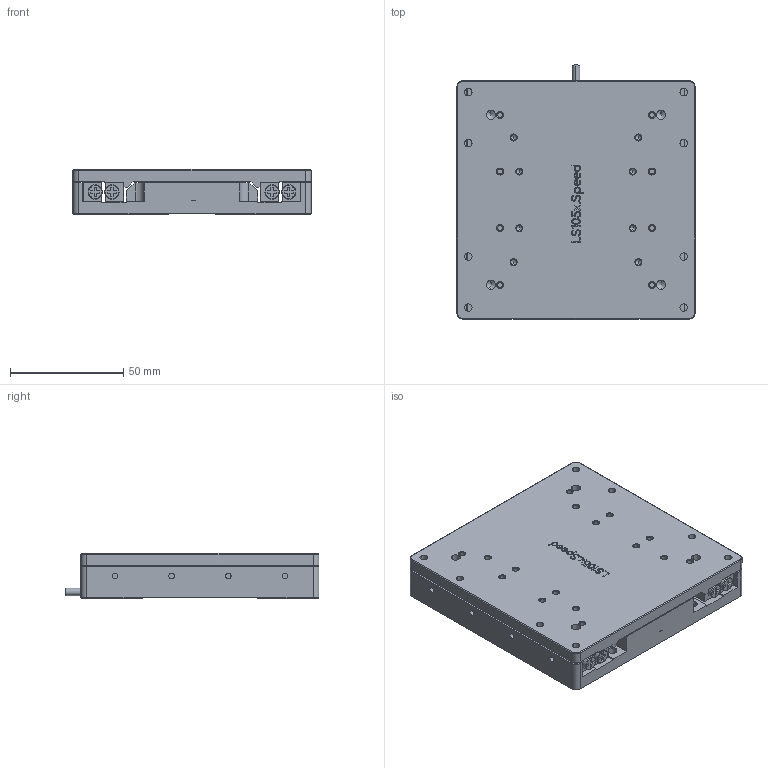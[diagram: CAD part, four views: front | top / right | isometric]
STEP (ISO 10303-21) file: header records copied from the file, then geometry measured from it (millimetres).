
FILE_DESCRIPTION (( 'STEP AP203' ), '1' );
FILE_NAME ('LS105x.Speed.STEP', '2025-08-12T02:34:47', ( '' ), ( '' ), 'SwSTEP 2.0', 'SolidWorks 2020', '' );
FILE_SCHEMA (( 'CONFIG_CONTROL_DESIGN' ));
Products named in the file (1): LS105x.Speed
Bounding box: 105 x 112 x 20 mm (x, y, z)
Volume: 200817.1 mm3; surface area: 78127.3 mm2
Topology: 25 solids, 31 shells, 1931 faces, 4863 edges, 3106 vertices
Faces by surface type: plane 850, bspline 459, cylinder 344, cone 194, torus 84
Entity records: 76390 total; most frequent: CARTESIAN_POINT 32376, ORIENTED_EDGE 9630, DIRECTION 7877, EDGE_CURVE 4815, VERTEX_POINT 3106, VECTOR 2863, LINE 2863, AXIS2_PLACEMENT_3D 2507
